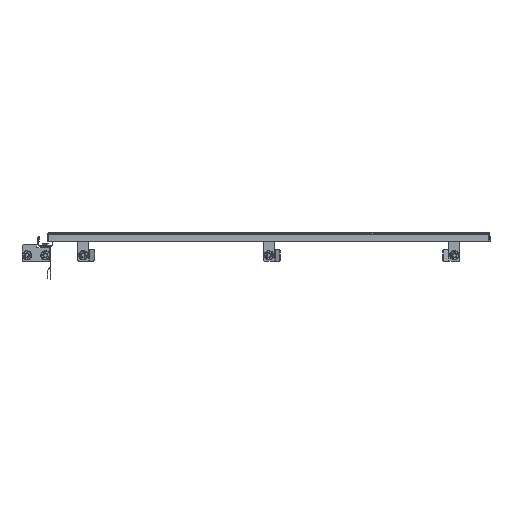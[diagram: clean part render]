
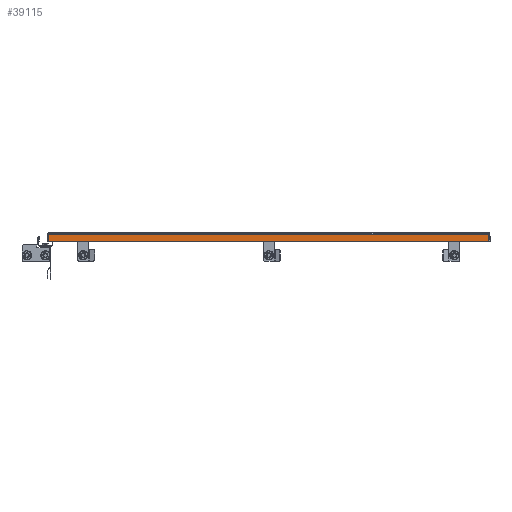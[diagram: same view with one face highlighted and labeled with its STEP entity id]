
A CAD part, left-side view. The second image highlights one B-rep face of the part: STEP entity #39115.
In plain terms, the highlighted planar face has unit normal (-1, 0, 0).
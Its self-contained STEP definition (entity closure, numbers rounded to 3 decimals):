
#4137 = EDGE_CURVE ( 'NONE', #50412, #59437, #12943, .T. ) ;
#4166 = DIRECTION ( 'NONE',  ( 0., -1., 0. ) ) ;
#5325 = DIRECTION ( 'NONE',  ( 0., 0., -1. ) ) ;
#6620 = EDGE_CURVE ( 'NONE', #62321, #50401, #83854, .T. ) ;
#8553 = CARTESIAN_POINT ( 'NONE',  ( -497.5, 296.529, 0. ) ) ;
#10732 = ORIENTED_EDGE ( 'NONE', *, *, #48255, .F. ) ;
#10982 = ORIENTED_EDGE ( 'NONE', *, *, #6620, .T. ) ;
#12943 = LINE ( 'NONE', #34533, #94743 ) ;
#16463 = ORIENTED_EDGE ( 'NONE', *, *, #50230, .T. ) ;
#21161 = LINE ( 'NONE', #8553, #49026 ) ;
#23999 = CARTESIAN_POINT ( 'NONE',  ( -497.5, 296.529, -12. ) ) ;
#31811 = CARTESIAN_POINT ( 'NONE',  ( -497.5, -296.529, -1.4 ) ) ;
#32179 = DIRECTION ( 'NONE',  ( 0., 0., -1. ) ) ;
#32586 = ORIENTED_EDGE ( 'NONE', *, *, #4137, .F. ) ;
#34167 = DIRECTION ( 'NONE',  ( 0., -1., 0. ) ) ;
#34533 = CARTESIAN_POINT ( 'NONE',  ( -497.5, -298., -2.4 ) ) ;
#34854 = CARTESIAN_POINT ( 'NONE',  ( -497.5, 296.529, -2.4 ) ) ;
#37592 = DIRECTION ( 'NONE',  ( 1., 0., 0. ) ) ;
#39115 = ADVANCED_FACE ( 'NONE', ( #96301 ), #88040, .F. ) ;
#43792 = VECTOR ( 'NONE', #32179, 1000. ) ;
#46449 = LINE ( 'NONE', #31811, #43792 ) ;
#48255 = EDGE_CURVE ( 'NONE', #59437, #50401, #46449, .T. ) ;
#49026 = VECTOR ( 'NONE', #84602, 1000. ) ;
#50230 = EDGE_CURVE ( 'NONE', #50412, #62321, #21161, .T. ) ;
#50401 = VERTEX_POINT ( 'NONE', #61493 ) ;
#50412 = VERTEX_POINT ( 'NONE', #34854 ) ;
#59437 = VERTEX_POINT ( 'NONE', #98857 ) ;
#61493 = CARTESIAN_POINT ( 'NONE',  ( -497.5, -296.529, -12. ) ) ;
#62321 = VERTEX_POINT ( 'NONE', #23999 ) ;
#63350 = EDGE_LOOP ( 'NONE', ( #10732, #32586, #16463, #10982 ) ) ;
#83854 = LINE ( 'NONE', #88332, #99721 ) ;
#84602 = DIRECTION ( 'NONE',  ( 0., 0., -1. ) ) ;
#88040 = PLANE ( 'NONE',  #105369 ) ;
#88332 = CARTESIAN_POINT ( 'NONE',  ( -497.5, 0., -12. ) ) ;
#94743 = VECTOR ( 'NONE', #34167, 1000. ) ;
#96301 = FACE_OUTER_BOUND ( 'NONE', #63350, .T. ) ;
#97973 = CARTESIAN_POINT ( 'NONE',  ( -497.5, 0., 0. ) ) ;
#98857 = CARTESIAN_POINT ( 'NONE',  ( -497.5, -296.529, -2.4 ) ) ;
#99721 = VECTOR ( 'NONE', #4166, 1000. ) ;
#105369 = AXIS2_PLACEMENT_3D ( 'NONE', #97973, #37592, #5325 ) ;
